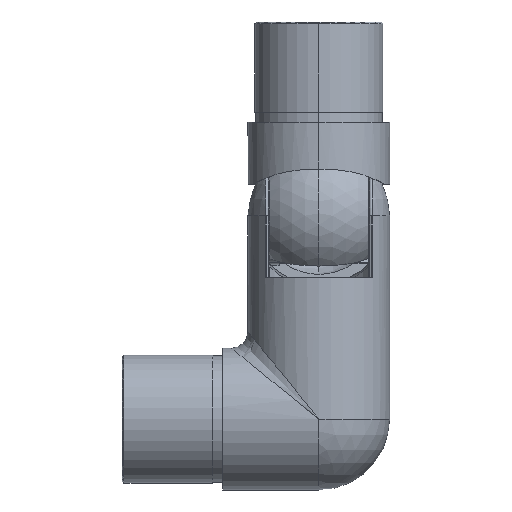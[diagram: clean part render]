
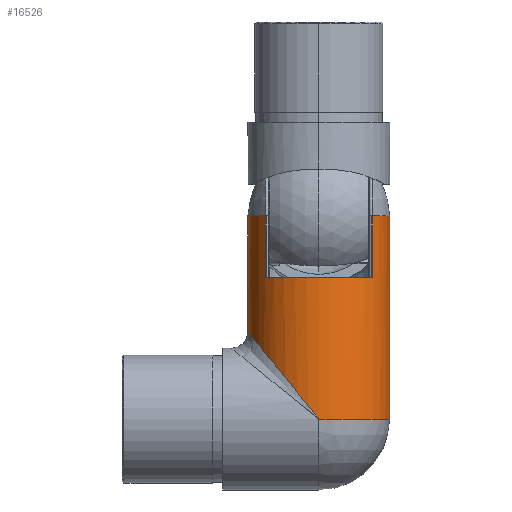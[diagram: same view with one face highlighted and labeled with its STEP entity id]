
A CAD part, front view. The second image highlights one B-rep face of the part: STEP entity #16526.
In plain terms, the highlighted cylindrical face has radius 21.2 mm (diameter 42.4 mm), a partial arc.
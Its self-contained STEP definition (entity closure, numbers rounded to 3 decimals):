
#15 = CARTESIAN_POINT ( 'NONE',  ( 16.056, -13.844, 60.8 ) ) ;
#73 = DIRECTION ( 'NONE',  ( 0., 0., -1. ) ) ;
#186 = CARTESIAN_POINT ( 'NONE',  ( 16.056, -13.844, 42.3 ) ) ;
#228 = ORIENTED_EDGE ( 'NONE', *, *, #21409, .T. ) ;
#387 = EDGE_LOOP ( 'NONE', ( #22101, #2520, #17065, #15325, #7962, #18057, #228, #8061, #21703 ) ) ;
#399 = CARTESIAN_POINT ( 'NONE',  ( -12.419, -21.2, 15.348 ) ) ;
#1328 = CYLINDRICAL_SURFACE ( 'NONE', #13012, 21.2 ) ;
#1904 = VECTOR ( 'NONE', #6328, 1000. ) ;
#1930 = CARTESIAN_POINT ( 'NONE',  ( 21.2, 0., 60.8 ) ) ;
#1986 = CARTESIAN_POINT ( 'NONE',  ( 16.056, -13.844, 51.3 ) ) ;
#2443 = LINE ( 'NONE', #6258, #1904 ) ;
#2520 = ORIENTED_EDGE ( 'NONE', *, *, #9721, .T. ) ;
#2555 = CIRCLE ( 'NONE', #19419, 21.2 ) ;
#3300 = CARTESIAN_POINT ( 'NONE',  ( 0., 0., 42.3 ) ) ;
#3507 = AXIS2_PLACEMENT_3D ( 'NONE', #16790, #13229, #4563 ) ;
#4563 = DIRECTION ( 'NONE',  ( 1., 0., 0. ) ) ;
#4929 = AXIS2_PLACEMENT_3D ( 'NONE', #18751, #15406, #10201 ) ;
#5185 =( BOUNDED_CURVE ( )  B_SPLINE_CURVE ( 3, ( #6122, #18056, #399, #19200 ),
 .UNSPECIFIED., .F., .T. ) 
 B_SPLINE_CURVE_WITH_KNOTS ( ( 4, 4 ),
 ( 3.142, 4.712 ),
 .UNSPECIFIED. ) 
 CURVE ( )  GEOMETRIC_REPRESENTATION_ITEM ( )  RATIONAL_B_SPLINE_CURVE ( ( 1., 0.805, 0.805, 1. ) ) 
 REPRESENTATION_ITEM ( '' )  );
#5201 = EDGE_CURVE ( 'NONE', #20519, #10269, #10367, .T. ) ;
#5623 = VERTEX_POINT ( 'NONE', #8094 ) ;
#5645 = EDGE_CURVE ( 'NONE', #9509, #6820, #7201, .T. ) ;
#5779 = EDGE_CURVE ( 'NONE', #9643, #15907, #21373, .T. ) ;
#6122 = CARTESIAN_POINT ( 'NONE',  ( -21.2, 0., 26.2 ) ) ;
#6258 = CARTESIAN_POINT ( 'NONE',  ( -16.056, -13.844, 51.3 ) ) ;
#6328 = DIRECTION ( 'NONE',  ( 0., 0., 1. ) ) ;
#6820 = VERTEX_POINT ( 'NONE', #11552 ) ;
#7068 = DIRECTION ( 'NONE',  ( 0., 0., -1. ) ) ;
#7201 = CIRCLE ( 'NONE', #3507, 21.2 ) ;
#7962 = ORIENTED_EDGE ( 'NONE', *, *, #19383, .T. ) ;
#8052 = DIRECTION ( 'NONE',  ( 0., 0., 1. ) ) ;
#8061 = ORIENTED_EDGE ( 'NONE', *, *, #9672, .T. ) ;
#8094 = CARTESIAN_POINT ( 'NONE',  ( 0., -21.2, 0. ) ) ;
#8115 = CARTESIAN_POINT ( 'NONE',  ( -16.056, -13.844, 42.3 ) ) ;
#8442 = CARTESIAN_POINT ( 'NONE',  ( -21.2, 0., 51.3 ) ) ;
#8743 = DIRECTION ( 'NONE',  ( 1., 0., 0. ) ) ;
#9509 = VERTEX_POINT ( 'NONE', #11011 ) ;
#9630 = CARTESIAN_POINT ( 'NONE',  ( 0., 0., 51.3 ) ) ;
#9643 = VERTEX_POINT ( 'NONE', #1930 ) ;
#9672 = EDGE_CURVE ( 'NONE', #22133, #5623, #5185, .T. ) ;
#9721 = EDGE_CURVE ( 'NONE', #9643, #15759, #2555, .T. ) ;
#9796 = EDGE_CURVE ( 'NONE', #15759, #10269, #19102, .T. ) ;
#10132 = VECTOR ( 'NONE', #17069, 1000. ) ;
#10201 = DIRECTION ( 'NONE',  ( 1., 0., 0. ) ) ;
#10269 = VERTEX_POINT ( 'NONE', #186 ) ;
#10321 = DIRECTION ( 'NONE',  ( 0., 0., -1. ) ) ;
#10367 = CIRCLE ( 'NONE', #19349, 21.2 ) ;
#10461 = CARTESIAN_POINT ( 'NONE',  ( 0., 0., 60.8 ) ) ;
#11011 = CARTESIAN_POINT ( 'NONE',  ( -16.056, -13.844, 60.8 ) ) ;
#11552 = CARTESIAN_POINT ( 'NONE',  ( -21.2, 0., 60.8 ) ) ;
#13012 = AXIS2_PLACEMENT_3D ( 'NONE', #9630, #19818, #18043 ) ;
#13229 = DIRECTION ( 'NONE',  ( 0., 0., -1. ) ) ;
#14057 = CARTESIAN_POINT ( 'NONE',  ( 21.2, 0., 51.3 ) ) ;
#14968 = FACE_OUTER_BOUND ( 'NONE', #387, .T. ) ;
#15265 = LINE ( 'NONE', #8442, #10132 ) ;
#15325 = ORIENTED_EDGE ( 'NONE', *, *, #5201, .F. ) ;
#15406 = DIRECTION ( 'NONE',  ( 0., 0., -1. ) ) ;
#15759 = VERTEX_POINT ( 'NONE', #15 ) ;
#15907 = VERTEX_POINT ( 'NONE', #18756 ) ;
#16526 = ADVANCED_FACE ( 'NONE', ( #14968 ), #1328, .T. ) ;
#16790 = CARTESIAN_POINT ( 'NONE',  ( 0., 0., 60.8 ) ) ;
#16835 = VECTOR ( 'NONE', #7068, 1000. ) ;
#17065 = ORIENTED_EDGE ( 'NONE', *, *, #9796, .T. ) ;
#17069 = DIRECTION ( 'NONE',  ( 0., 0., -1. ) ) ;
#17193 = EDGE_CURVE ( 'NONE', #15907, #5623, #21112, .T. ) ;
#17516 = VECTOR ( 'NONE', #10321, 1000. ) ;
#18043 = DIRECTION ( 'NONE',  ( -1., 0., 0. ) ) ;
#18056 = CARTESIAN_POINT ( 'NONE',  ( -21.2, -12.419, 26.2 ) ) ;
#18057 = ORIENTED_EDGE ( 'NONE', *, *, #5645, .T. ) ;
#18751 = CARTESIAN_POINT ( 'NONE',  ( 0., 0., 0. ) ) ;
#18756 = CARTESIAN_POINT ( 'NONE',  ( 21.2, 0., 0. ) ) ;
#19102 = LINE ( 'NONE', #1986, #17516 ) ;
#19200 = CARTESIAN_POINT ( 'NONE',  ( 0., -21.2, 0. ) ) ;
#19259 = CARTESIAN_POINT ( 'NONE',  ( -21.2, 0., 26.2 ) ) ;
#19349 = AXIS2_PLACEMENT_3D ( 'NONE', #3300, #8052, #20083 ) ;
#19383 = EDGE_CURVE ( 'NONE', #20519, #9509, #2443, .T. ) ;
#19419 = AXIS2_PLACEMENT_3D ( 'NONE', #10461, #73, #8743 ) ;
#19818 = DIRECTION ( 'NONE',  ( 0., 0., -1. ) ) ;
#20083 = DIRECTION ( 'NONE',  ( -1., 0., 0. ) ) ;
#20519 = VERTEX_POINT ( 'NONE', #8115 ) ;
#21112 = CIRCLE ( 'NONE', #4929, 21.2 ) ;
#21373 = LINE ( 'NONE', #14057, #16835 ) ;
#21409 = EDGE_CURVE ( 'NONE', #6820, #22133, #15265, .T. ) ;
#21703 = ORIENTED_EDGE ( 'NONE', *, *, #17193, .F. ) ;
#22101 = ORIENTED_EDGE ( 'NONE', *, *, #5779, .F. ) ;
#22133 = VERTEX_POINT ( 'NONE', #19259 ) ;
